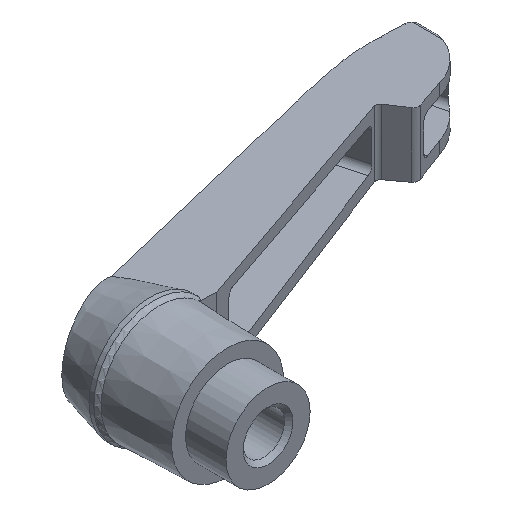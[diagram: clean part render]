
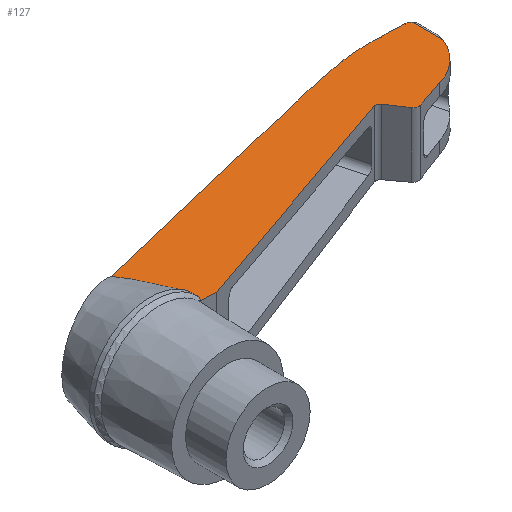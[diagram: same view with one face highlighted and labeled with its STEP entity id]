
A CAD part, isometric view. The second image highlights one B-rep face of the part: STEP entity #127.
In plain terms, the highlighted planar face has unit normal (0.034, 0, 0.999).
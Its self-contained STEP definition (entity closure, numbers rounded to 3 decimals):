
#127 = ADVANCED_FACE( '', ( #323 ), #324, .F. );
#323 = FACE_OUTER_BOUND( '', #590, .T. );
#324 = PLANE( '', #591 );
#590 = EDGE_LOOP( '', ( #895, #896, #897, #898, #899, #900, #901, #902, #903, #904, #905, #906, #907, #908, #909, #910 ) );
#591 = AXIS2_PLACEMENT_3D( '', #911, #912, #913 );
#895 = ORIENTED_EDGE( '', *, *, #1629, .F. );
#896 = ORIENTED_EDGE( '', *, *, #1630, .T. );
#897 = ORIENTED_EDGE( '', *, *, #1631, .F. );
#898 = ORIENTED_EDGE( '', *, *, #1632, .F. );
#899 = ORIENTED_EDGE( '', *, *, #1613, .T. );
#900 = ORIENTED_EDGE( '', *, *, #1633, .F. );
#901 = ORIENTED_EDGE( '', *, *, #1634, .F. );
#902 = ORIENTED_EDGE( '', *, *, #1635, .F. );
#903 = ORIENTED_EDGE( '', *, *, #1636, .F. );
#904 = ORIENTED_EDGE( '', *, *, #1637, .F. );
#905 = ORIENTED_EDGE( '', *, *, #1638, .F. );
#906 = ORIENTED_EDGE( '', *, *, #1624, .F. );
#907 = ORIENTED_EDGE( '', *, *, #1639, .F. );
#908 = ORIENTED_EDGE( '', *, *, #1619, .F. );
#909 = ORIENTED_EDGE( '', *, *, #1640, .F. );
#910 = ORIENTED_EDGE( '', *, *, #1641, .F. );
#911 = CARTESIAN_POINT( '', ( 0., 46.5, 6.943 ) );
#912 = DIRECTION( '', ( -0.034, 0., -0.999 ) );
#913 = DIRECTION( '', ( -0.999, 0., 0.034 ) );
#1613 = EDGE_CURVE( '', #1936, #1934, #1937, .T. );
#1619 = EDGE_CURVE( '', #1945, #1940, #1947, .T. );
#1624 = EDGE_CURVE( '', #1954, #1949, #1956, .T. );
#1629 = EDGE_CURVE( '', #1963, #1964, #1965, .T. );
#1630 = EDGE_CURVE( '', #1963, #1966, #1967, .T. );
#1631 = EDGE_CURVE( '', #1968, #1966, #1969, .T. );
#1632 = EDGE_CURVE( '', #1936, #1968, #1970, .T. );
#1633 = EDGE_CURVE( '', #1971, #1934, #1972, .T. );
#1634 = EDGE_CURVE( '', #1973, #1971, #1974, .T. );
#1635 = EDGE_CURVE( '', #1975, #1973, #1976, .T. );
#1636 = EDGE_CURVE( '', #1977, #1975, #1978, .T. );
#1637 = EDGE_CURVE( '', #1979, #1977, #1980, .T. );
#1638 = EDGE_CURVE( '', #1949, #1979, #1981, .T. );
#1639 = EDGE_CURVE( '', #1940, #1954, #1982, .T. );
#1640 = EDGE_CURVE( '', #1983, #1945, #1984, .T. );
#1641 = EDGE_CURVE( '', #1964, #1983, #1985, .T. );
#1934 = VERTEX_POINT( '', #2421 );
#1936 = VERTEX_POINT( '', #2424 );
#1937 = ELLIPSE( '', #2425, 0.7, 0.7 );
#1940 = VERTEX_POINT( '', #2429 );
#1945 = VERTEX_POINT( '', #2435 );
#1947 = ELLIPSE( '', #2438, 141.08, 141. );
#1949 = VERTEX_POINT( '', #2440 );
#1954 = VERTEX_POINT( '', #2446 );
#1956 = ELLIPSE( '', #2449, 35.02, 35. );
#1963 = VERTEX_POINT( '', #2456 );
#1964 = VERTEX_POINT( '', #2457 );
#1965 = LINE( '', #2458, #2459 );
#1966 = VERTEX_POINT( '', #2460 );
#1967 = B_SPLINE_CURVE_WITH_KNOTS( '', 3, ( #2461, #2462, #2463, #2464, #2465, #2466 ), .UNSPECIFIED., .F., .F., ( 4, 2, 4 ), ( 0., 0.001, 0.001 ), .UNSPECIFIED. );
#1968 = VERTEX_POINT( '', #2467 );
#1969 = LINE( '', #2468, #2469 );
#1970 = LINE( '', #2470, #2471 );
#1971 = VERTEX_POINT( '', #2472 );
#1972 = LINE( '', #2473, #2474 );
#1973 = VERTEX_POINT( '', #2475 );
#1974 = ELLIPSE( '', #2476, 1.001, 1. );
#1975 = VERTEX_POINT( '', #2477 );
#1976 = LINE( '', #2478, #2479 );
#1977 = VERTEX_POINT( '', #2480 );
#1978 = ELLIPSE( '', #2481, 10.006, 10. );
#1979 = VERTEX_POINT( '', #2482 );
#1980 = LINE( '', #2483, #2484 );
#1981 = ELLIPSE( '', #2485, 1.601, 1.6 );
#1982 = ELLIPSE( '', #2486, 35.02, 35. );
#1983 = VERTEX_POINT( '', #2487 );
#1984 = LINE( '', #2488, #2489 );
#1985 = B_SPLINE_CURVE_WITH_KNOTS( '', 3, ( #2490, #2491, #2492, #2493, #2494, #2495, #2496, #2497, #2498, #2499, #2500, #2501 ), .UNSPECIFIED., .F., .F., ( 4, 2, 2, 2, 2, 4 ), ( 0., 0.002, 0.005, 0.007, 0.009, 0.01 ), .UNSPECIFIED. );
#2421 = CARTESIAN_POINT( '', ( 49.953, 31.781, 5.258 ) );
#2424 = CARTESIAN_POINT( '', ( 49.14, 32.037, 5.285 ) );
#2425 = AXIS2_PLACEMENT_3D( '', #3077, #3078, #3079 );
#2429 = CARTESIAN_POINT( '', ( 53., 41., 5.155 ) );
#2435 = CARTESIAN_POINT( '', ( 43.4, 38.746, 5.479 ) );
#2438 = AXIS2_PLACEMENT_3D( '', #3086, #3087, #3088 );
#2440 = CARTESIAN_POINT( '', ( 63.6, 41.487, 4.797 ) );
#2446 = CARTESIAN_POINT( '', ( 59.7, 41.5, 4.929 ) );
#2449 = AXIS2_PLACEMENT_3D( '', #3094, #3095, #3096 );
#2456 = CARTESIAN_POINT( '', ( 7.079, 18.24, 6.704 ) );
#2457 = CARTESIAN_POINT( '', ( 7.079, 19., 6.704 ) );
#2458 = CARTESIAN_POINT( '', ( 7.079, 55.578, 6.704 ) );
#2459 = VECTOR( '', #3103, 1000. );
#2460 = CARTESIAN_POINT( '', ( 6.456, 17.5, 6.725 ) );
#2461 = CARTESIAN_POINT( '', ( 7.079, 18.24, 6.704 ) );
#2462 = CARTESIAN_POINT( '', ( 7.06, 18.071, 6.705 ) );
#2463 = CARTESIAN_POINT( '', ( 6.979, 17.916, 6.707 ) );
#2464 = CARTESIAN_POINT( '', ( 6.752, 17.666, 6.715 ) );
#2465 = CARTESIAN_POINT( '', ( 6.61, 17.571, 6.72 ) );
#2466 = CARTESIAN_POINT( '', ( 6.456, 17.5, 6.725 ) );
#2467 = CARTESIAN_POINT( '', ( 9.2, 17.5, 6.633 ) );
#2468 = CARTESIAN_POINT( '', ( -0.095, 17.5, 6.946 ) );
#2469 = VECTOR( '', #3104, 1000. );
#2470 = CARTESIAN_POINT( '', ( 9.107, 17.466, 6.636 ) );
#2471 = VECTOR( '', #3105, 1000. );
#2472 = CARTESIAN_POINT( '', ( 51.927, 28.962, 5.191 ) );
#2473 = CARTESIAN_POINT( '', ( 49.903, 31.852, 5.259 ) );
#2474 = VECTOR( '', #3106, 1000. );
#2475 = CARTESIAN_POINT( '', ( 53.088, 28.596, 5.152 ) );
#2476 = AXIS2_PLACEMENT_3D( '', #3107, #3108, #3109 );
#2477 = CARTESIAN_POINT( '', ( 57.9, 30.347, 4.99 ) );
#2478 = CARTESIAN_POINT( '', ( 52.951, 28.546, 5.156 ) );
#2479 = VECTOR( '', #3110, 1000. );
#2480 = CARTESIAN_POINT( '', ( 64.324, 36.302, 4.773 ) );
#2481 = AXIS2_PLACEMENT_3D( '', #3111, #3112, #3113 );
#2482 = CARTESIAN_POINT( '', ( 64.324, 41.207, 4.773 ) );
#2483 = CARTESIAN_POINT( '', ( 64.324, 46.5, 4.773 ) );
#2484 = VECTOR( '', #3114, 1000. );
#2485 = AXIS2_PLACEMENT_3D( '', #3115, #3116, #3117 );
#2486 = AXIS2_PLACEMENT_3D( '', #3118, #3119, #3120 );
#2487 = CARTESIAN_POINT( '', ( 2.77, 27.859, 6.849 ) );
#2488 = CARTESIAN_POINT( '', ( 43.266, 38.71, 5.483 ) );
#2489 = VECTOR( '', #3121, 1000. );
#2490 = CARTESIAN_POINT( '', ( 7.079, 19., 6.704 ) );
#2491 = CARTESIAN_POINT( '', ( 6.787, 19.77, 6.714 ) );
#2492 = CARTESIAN_POINT( '', ( 6.487, 20.537, 6.724 ) );
#2493 = CARTESIAN_POINT( '', ( 5.863, 22.061, 6.745 ) );
#2494 = CARTESIAN_POINT( '', ( 5.539, 22.819, 6.756 ) );
#2495 = CARTESIAN_POINT( '', ( 4.854, 24.317, 6.779 ) );
#2496 = CARTESIAN_POINT( '', ( 4.492, 25.057, 6.791 ) );
#2497 = CARTESIAN_POINT( '', ( 3.899, 26.141, 6.811 ) );
#2498 = CARTESIAN_POINT( '', ( 3.693, 26.497, 6.818 ) );
#2499 = CARTESIAN_POINT( '', ( 3.254, 27.194, 6.833 ) );
#2500 = CARTESIAN_POINT( '', ( 3.022, 27.535, 6.841 ) );
#2501 = CARTESIAN_POINT( '', ( 2.77, 27.859, 6.849 ) );
#3077 = CARTESIAN_POINT( '', ( 49.38, 31.379, 5.277 ) );
#3078 = DIRECTION( '', ( -0.034, 0., -0.999 ) );
#3079 = DIRECTION( '', ( 0.999, 0., -0.034 ) );
#3086 = CARTESIAN_POINT( '', ( 80.407, -97.311, 4.23 ) );
#3087 = DIRECTION( '', ( -0.034, 0., -0.999 ) );
#3088 = DIRECTION( '', ( 0.999, 0., -0.034 ) );
#3094 = CARTESIAN_POINT( '', ( 61.538, 6.548, 4.867 ) );
#3095 = DIRECTION( '', ( -0.034, 0., -0.999 ) );
#3096 = DIRECTION( '', ( 0.999, 0., -0.034 ) );
#3103 = DIRECTION( '', ( 0., 1., 0. ) );
#3104 = DIRECTION( '', ( -0.999, 0., 0.034 ) );
#3105 = DIRECTION( '', ( -0.939, -0.342, 0.032 ) );
#3106 = DIRECTION( '', ( -0.573, 0.819, 0.019 ) );
#3107 = CARTESIAN_POINT( '', ( 52.746, 29.535, 5.163 ) );
#3108 = DIRECTION( '', ( -0.034, 0., -0.999 ) );
#3109 = DIRECTION( '', ( 0.999, 0., -0.034 ) );
#3110 = DIRECTION( '', ( -0.939, -0.342, 0.032 ) );
#3111 = CARTESIAN_POINT( '', ( 55., 39.917, 5.087 ) );
#3112 = DIRECTION( '', ( -0.034, 0., -0.999 ) );
#3113 = DIRECTION( '', ( 0.999, 0., -0.034 ) );
#3114 = DIRECTION( '', ( 0., -1., 0. ) );
#3115 = CARTESIAN_POINT( '', ( 63.4, 39.9, 4.804 ) );
#3116 = DIRECTION( '', ( -0.034, 0., -0.999 ) );
#3117 = DIRECTION( '', ( 0.999, 0., -0.034 ) );
#3118 = CARTESIAN_POINT( '', ( 58.943, 6.508, 4.954 ) );
#3119 = DIRECTION( '', ( -0.034, 0., -0.999 ) );
#3120 = DIRECTION( '', ( 0.999, 0., -0.034 ) );
#3121 = DIRECTION( '', ( 0.965, 0.259, -0.033 ) );
